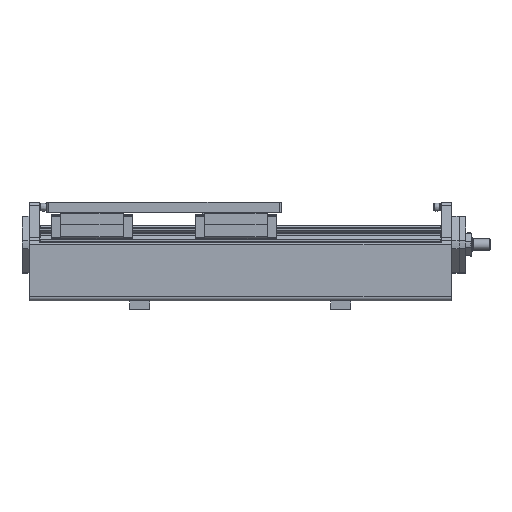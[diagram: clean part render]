
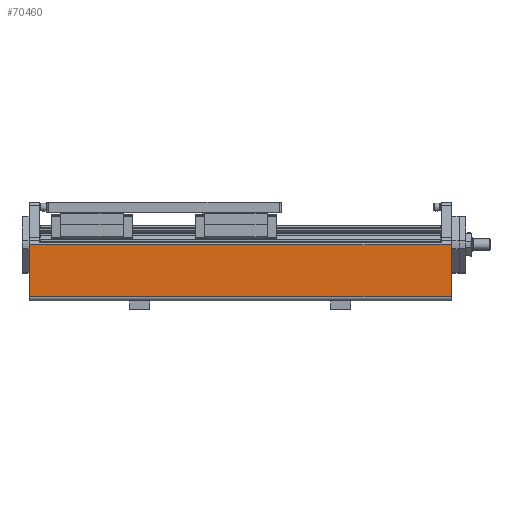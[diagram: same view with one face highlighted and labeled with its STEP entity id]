
A CAD part, left-side view. The second image highlights one B-rep face of the part: STEP entity #70460.
In plain terms, the highlighted planar face has unit normal (-1, 0, 0).
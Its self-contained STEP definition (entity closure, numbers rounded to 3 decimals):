
#57025=CARTESIAN_POINT('',(-252.5,385.,84.));
#57026=VERTEX_POINT('',#57025);
#57033=CARTESIAN_POINT('',(-252.5,385.,6.));
#57034=VERTEX_POINT('',#57033);
#57035=CARTESIAN_POINT('',(-252.5,385.,6.));
#57036=DIRECTION('',(0.0,0.0,1.0));
#57037=VECTOR('',#57036,78.0);
#57038=LINE('',#57035,#57037);
#57039=EDGE_CURVE('',#57034,#57026,#57038,.T.);
#59153=CARTESIAN_POINT('',(-252.5,1015.,84.));
#59154=VERTEX_POINT('',#59153);
#59270=CARTESIAN_POINT('',(-252.5,1015.,6.));
#59271=VERTEX_POINT('',#59270);
#59279=CARTESIAN_POINT('',(-252.5,1015.,84.));
#59280=DIRECTION('',(0.0,0.0,-1.0));
#59281=VECTOR('',#59280,78.);
#59282=LINE('',#59279,#59281);
#59283=EDGE_CURVE('',#59154,#59271,#59282,.T.);
#69140=CARTESIAN_POINT('',(-252.5,1015.,84.));
#69141=DIRECTION('',(0.0,-1.0,0.0));
#69142=VECTOR('',#69141,630.);
#69143=LINE('',#69140,#69142);
#69144=EDGE_CURVE('',#59154,#57026,#69143,.T.);
#70444=CARTESIAN_POINT('',(-252.5,1002.5,0.));
#70445=DIRECTION('',(-1.0,0.0,0.0));
#70446=DIRECTION('',(0.0,-1.0,0.0));
#70447=AXIS2_PLACEMENT_3D('',#70444,#70445,#70446);
#70448=PLANE('',#70447);
#70449=CARTESIAN_POINT('',(-252.5,385.,6.));
#70450=DIRECTION('',(0.0,1.0,0.0));
#70451=VECTOR('',#70450,630.);
#70452=LINE('',#70449,#70451);
#70453=EDGE_CURVE('',#57034,#59271,#70452,.T.);
#70454=ORIENTED_EDGE('',*,*,#70453,.F.);
#70455=ORIENTED_EDGE('',*,*,#57039,.T.);
#70456=ORIENTED_EDGE('',*,*,#69144,.F.);
#70457=ORIENTED_EDGE('',*,*,#59283,.T.);
#70458=EDGE_LOOP('',(#70454,#70455,#70456,#70457));
#70459=FACE_OUTER_BOUND('',#70458,.T.);
#70460=ADVANCED_FACE('',(#70459),#70448,.T.);
